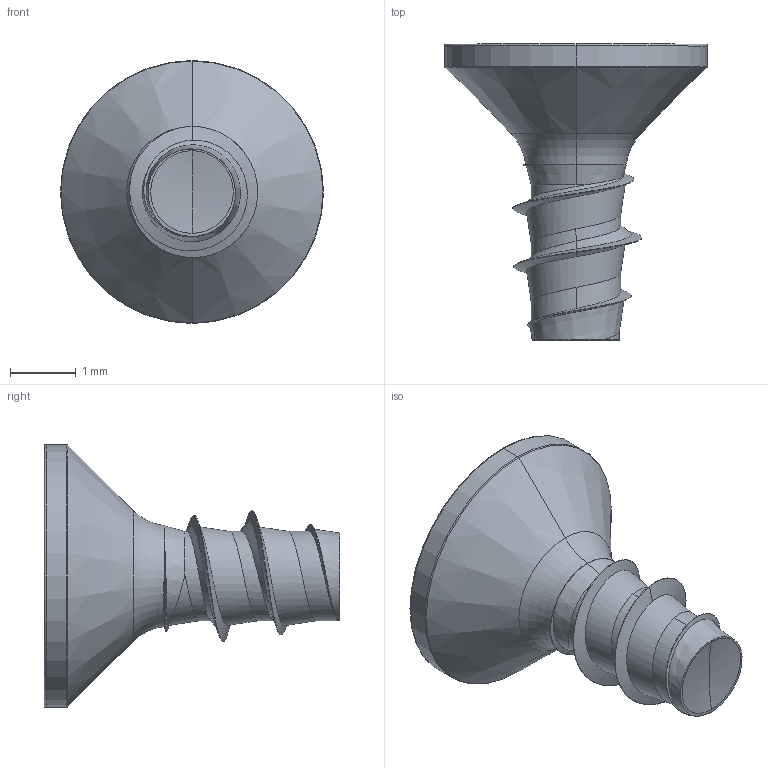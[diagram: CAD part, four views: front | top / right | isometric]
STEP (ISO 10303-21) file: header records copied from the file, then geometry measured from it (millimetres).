
FILE_DESCRIPTION (( 'STEP AP203' ), '1' );
FILE_NAME ('STP330200045.STEP', '2017-08-15T15:09:57', ( '' ), ( '' ), 'SwSTEP 2.0', 'SolidWorks 2015', '' );
FILE_SCHEMA (( 'CONFIG_CONTROL_DESIGN' ));
Length unit declared in the file: millimetre
Products named in the file (1): STP330200045
Bounding box: 4 x 4.5 x 4 mm (x, y, z)
Volume: 16 mm3; surface area: 56.8 mm2
Topology: 1 solids, 1 shells, 165 faces, 367 edges, 204 vertices
Faces by surface type: bspline 51, cylinder 50, sphere 26, plane 23, cone 9, torus 6
Entity records: 9632 total; most frequent: CARTESIAN_POINT 6317, ORIENTED_EDGE 730, DIRECTION 612, EDGE_CURVE 365, AXIS2_PLACEMENT_3D 255, VERTEX_POINT 204, EDGE_LOOP 167, ADVANCED_FACE 165
